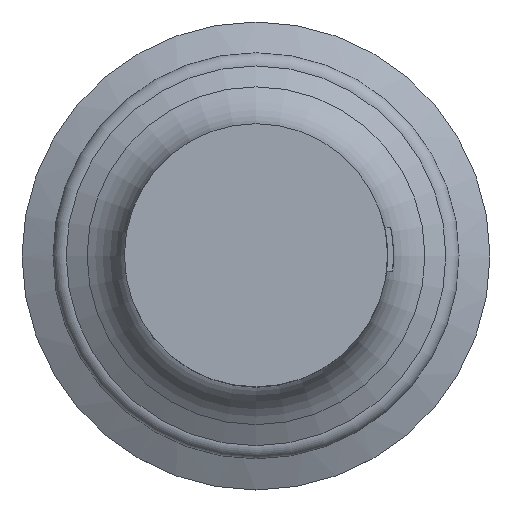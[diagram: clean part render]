
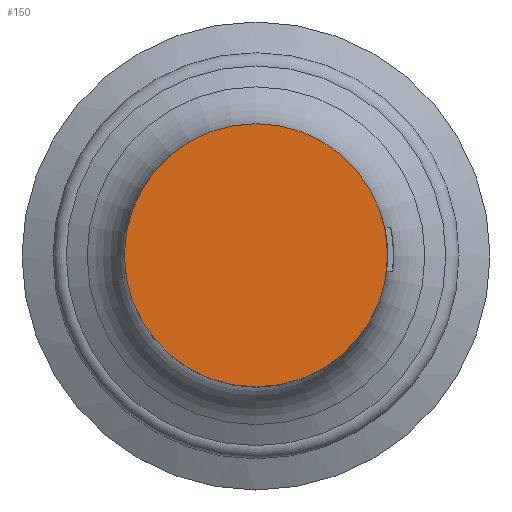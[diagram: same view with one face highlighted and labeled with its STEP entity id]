
A CAD part, top view. The second image highlights one B-rep face of the part: STEP entity #150.
In plain terms, the highlighted planar face has unit normal (0, 0, 1).
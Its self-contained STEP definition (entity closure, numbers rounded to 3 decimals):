
#150 = ADVANCED_FACE( '', ( #338 ), #339, .F. );
#338 = FACE_OUTER_BOUND( '', #572, .T. );
#339 = PLANE( '', #573 );
#572 = EDGE_LOOP( '', ( #1027 ) );
#573 = AXIS2_PLACEMENT_3D( '', #1028, #1029, #1030 );
#1027 = ORIENTED_EDGE( '', *, *, #1534, .T. );
#1028 = CARTESIAN_POINT( '', ( 1.9, 0., 0. ) );
#1029 = DIRECTION( '', ( 0., 0., -1. ) );
#1030 = DIRECTION( '', ( 0., -1., 0. ) );
#1534 = EDGE_CURVE( '', #1810, #1810, #1811, .T. );
#1810 = VERTEX_POINT( '', #2345 );
#1811 = CIRCLE( '', #2346, 4.5 );
#2345 = CARTESIAN_POINT( '', ( 4.5, 0., 0. ) );
#2346 = AXIS2_PLACEMENT_3D( '', #2884, #2885, #2886 );
#2884 = CARTESIAN_POINT( '', ( 0., 0., 0. ) );
#2885 = DIRECTION( '', ( 0., 0., 1. ) );
#2886 = DIRECTION( '', ( 1., 0., 0. ) );
